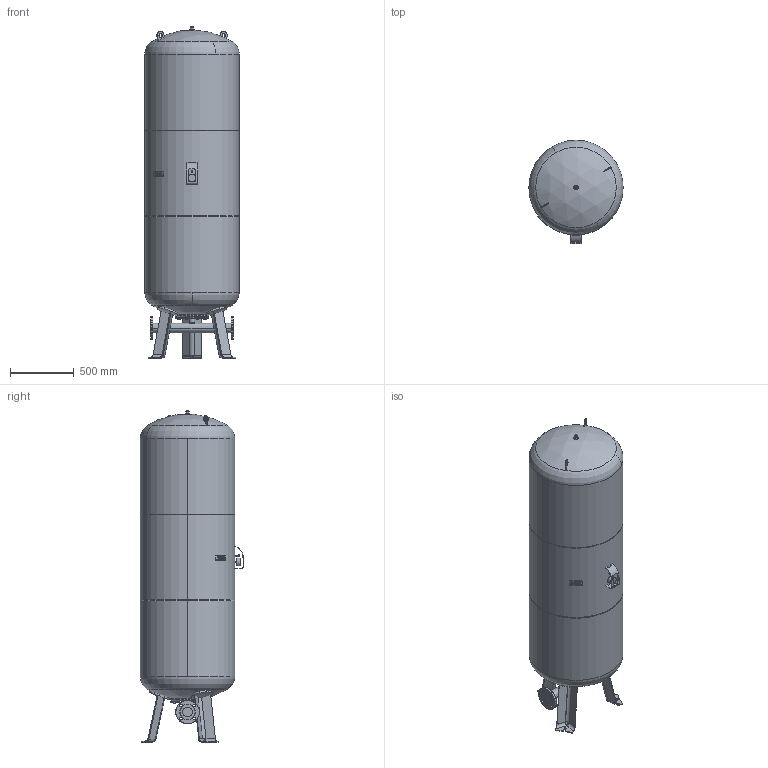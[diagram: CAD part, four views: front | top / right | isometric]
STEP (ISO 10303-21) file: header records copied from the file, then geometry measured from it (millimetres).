
FILE_DESCRIPTION((''),'2;1');
FILE_NAME('3d_DT51000(740mm)_10bar-7337105.stp','2009-12-29T14:05:09',(''),(''),'Mechanical Desktop 2008','Mechanical Desktop 2008',', , ');
FILE_SCHEMA(('CONFIG_CONTROL_DESIGN'));
Length unit declared in the file: millimetre
Products named in the file (1): Product
Bounding box: 740 x 810.08 x 2604 mm (x, y, z)
Volume: 918420419.2 mm3; surface area: 8511900 mm2
Topology: 26 solids, 26 shells, 522 faces, 1222 edges, 773 vertices
Faces by surface type: plane 233, cylinder 155, bspline 57, cone 52, sphere 13, torus 12
Entity records: 16318 total; most frequent: CARTESIAN_POINT 4103, DIRECTION 2607, ORIENTED_EDGE 2418, EDGE_CURVE 1209, AXIS2_PLACEMENT_3D 962, VERTEX_POINT 771, VECTOR 683, LINE 683
